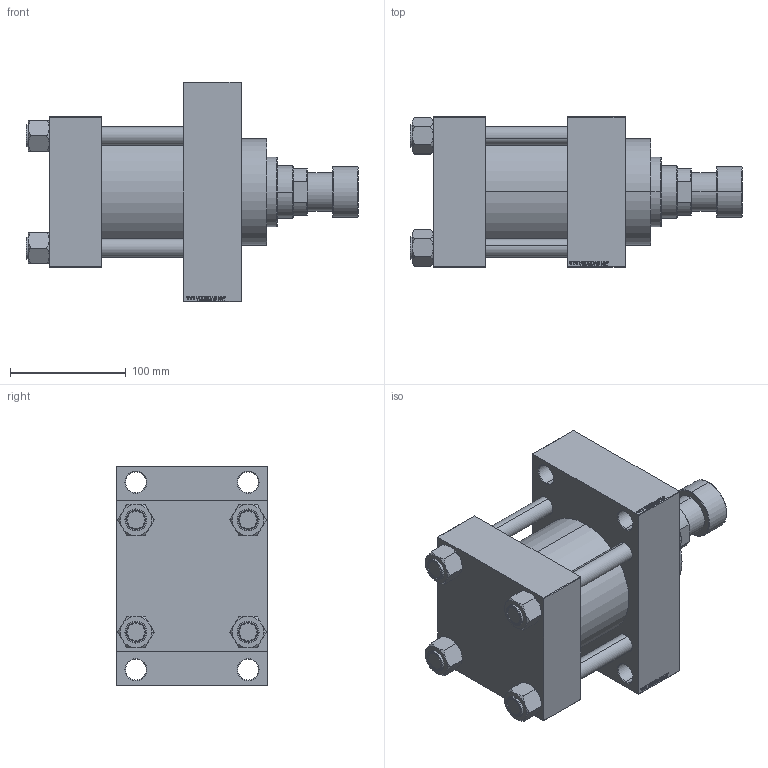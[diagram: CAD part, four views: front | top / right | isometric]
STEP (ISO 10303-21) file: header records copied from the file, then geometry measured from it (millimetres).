
FILE_DESCRIPTION (( 'STEP AP203' ), '1' );
FILE_NAME ('696b.STEP', '2022-04-14T11:38:29', ( '' ), ( '' ), 'SwSTEP 2.0', 'SolidWorks 2019', '' );
FILE_SCHEMA (( 'CONFIG_CONTROL_DESIGN' ));
Length unit declared in the file: millimetre
Products named in the file (7): V215_VC_A 1dbcaa968d7580f0f67006c42c2aba14; V215CR_ROD_END_F 1dbcaa968d7580f0f67006c42c2aba14; 696b; V215CR_D_Body 1dbcaa968d7580f0f67006c42c2aba14; NUT_M5_D 1dbcaa968d7580f0f67006c42c2aba14; V215CR_D_TYCINKA 1dbcaa968d7580f0f67006c42c2aba14; V215CR_VCP_D 1dbcaa968d7580f0f67006c42c2aba14
Assembly tree (12 placements, depth 2):
  696b
    V215CR_D_Body 1dbcaa968d7580f0f67006c42c2aba14
    V215CR_VCP_D 1dbcaa968d7580f0f67006c42c2aba14
    NUT_M5_D 1dbcaa968d7580f0f67006c42c2aba14  x4
    V215CR_D_TYCINKA 1dbcaa968d7580f0f67006c42c2aba14  x4
    V215_VC_A 1dbcaa968d7580f0f67006c42c2aba14
    V215CR_ROD_END_F 1dbcaa968d7580f0f67006c42c2aba14
Bounding box: 287 x 130 x 190 mm (x, y, z)
Volume: 2658692.7 mm3; surface area: 360617.9 mm2
Topology: 12 solids, 12 shells, 1173 faces, 2944 edges, 1909 vertices
Faces by surface type: plane 550, bspline 368, cone 146, cylinder 97, torus 12
Entity records: 48341 total; most frequent: CARTESIAN_POINT 25272, ORIENTED_EDGE 5152, DIRECTION 3386, EDGE_CURVE 2576, VERTEX_POINT 1687, LINE 1540, VECTOR 1540, EDGE_LOOP 1151
